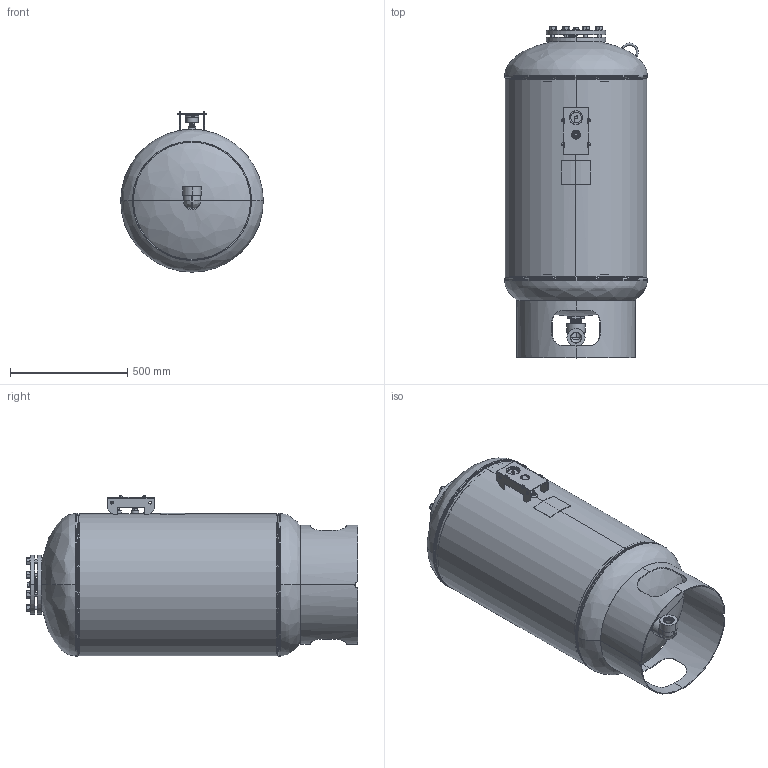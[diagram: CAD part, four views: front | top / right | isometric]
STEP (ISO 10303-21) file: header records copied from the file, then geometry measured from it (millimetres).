
FILE_DESCRIPTION (( 'STEP AP203' ), '1' );
FILE_NAME ('TXA-300.STEP', '2021-03-11T20:17:16', ( '' ), ( '' ), 'SwSTEP 2.0', 'SolidWorks 2021', '' );
FILE_SCHEMA (( 'CONFIG_CONTROL_DESIGN' ));
Length unit declared in the file: inch
Products named in the file (27): 9200140; 9800477; 9800401_9800400; 9400505; 9800445; 99K0777; 99C0344; 9400056; 9500030; 9800562; 9800620_HHNUT 0.6250-11-D-N; 9800532; 9400578; 9800460_03-34; 9421025; TXA-300; 9400540; PLUGS_9500140; 99B3820; 9500000; 9800448; 07200310_5081T17; 9500010; 99H2318_4788K418; 99K0776; 9600830_24" VERT
Assembly tree (42 placements, depth 3):
  TXA-300
    99B3820
    9200140
    9200140
    9500000
    9500010
    9500030
    9800460_03-34
    07200310_5081T17
    9800401_9800400
    PLUGS_9500140  x2
    9400056
    99C0344
    9800532  x8
    9800620_HHNUT 0.6250-11-D-N  x8
    9800477
    9400540
    9400505
    9400578
      9800445
      9800448
      99H2318_4788K418
    9800562
    9421025
    99K0776  x2
    99K0777
    9600830_24" VERT
Bounding box: 609.6 x 1417.66 x 684.75 mm (x, y, z)
Volume: 11943419.4 mm3; surface area: 6208981.8 mm2
Topology: 44 solids, 44 shells, 1600 faces, 3722 edges, 2199 vertices
Faces by surface type: cone 612, cylinder 561, plane 318, torus 64, bspline 37, sphere 8
Entity records: 60625 total; most frequent: CARTESIAN_POINT 26875, DIRECTION 6474, ORIENTED_EDGE 6220, EDGE_CURVE 3110, AXIS2_PLACEMENT_3D 2592, VERTEX_POINT 1845, EDGE_LOOP 1547, ADVANCED_FACE 1327
